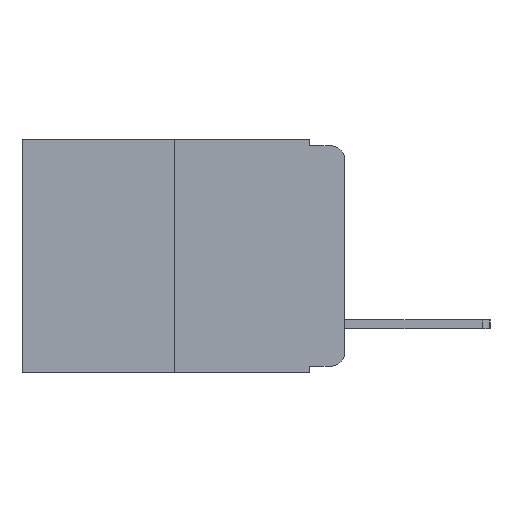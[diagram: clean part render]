
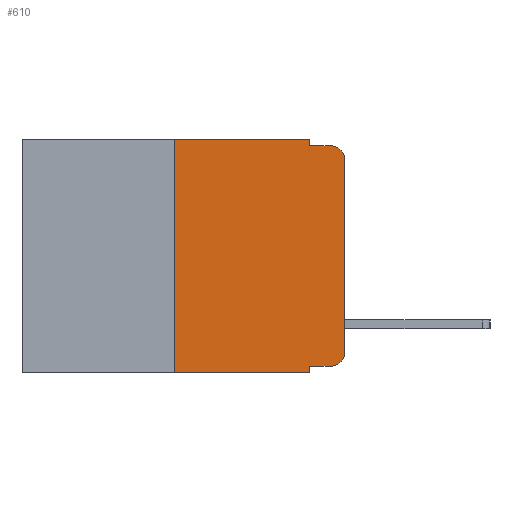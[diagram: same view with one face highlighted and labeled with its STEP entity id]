
A CAD part, left-side view. The second image highlights one B-rep face of the part: STEP entity #610.
In plain terms, the highlighted planar face has unit normal (-1, 0, 0).
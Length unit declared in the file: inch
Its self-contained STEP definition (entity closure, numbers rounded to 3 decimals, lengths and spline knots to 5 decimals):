
#40 = DIRECTION ( 'NONE',  ( 0., 0., 1. ) ) ;
#248 = DIRECTION ( 'NONE',  ( 0., 0., -1. ) ) ;
#598 = CARTESIAN_POINT ( 'NONE',  ( 0., 0.473, -0.343 ) ) ;
#610 = ADVANCED_FACE ( 'NONE', ( #11309 ), #17015, .F. ) ;
#1289 = VERTEX_POINT ( 'NONE', #16318 ) ;
#1538 = ORIENTED_EDGE ( 'NONE', *, *, #6748, .T. ) ;
#1862 = VERTEX_POINT ( 'NONE', #17184 ) ;
#2225 = EDGE_CURVE ( 'NONE', #15684, #3120, #4754, .T. ) ;
#2526 = CARTESIAN_POINT ( 'NONE',  ( 0., 0.02, -0.313 ) ) ;
#2663 = VECTOR ( 'NONE', #11787, 39.37008 ) ;
#3023 = CARTESIAN_POINT ( 'NONE',  ( 0., 0.051, -0.01 ) ) ;
#3117 = VECTOR ( 'NONE', #15938, 39.37008 ) ;
#3120 = VERTEX_POINT ( 'NONE', #5170 ) ;
#3125 = VERTEX_POINT ( 'NONE', #5305 ) ;
#3929 = DIRECTION ( 'NONE',  ( 0., 0., -1. ) ) ;
#3932 = LINE ( 'NONE', #16242, #14168 ) ;
#4237 = CARTESIAN_POINT ( 'NONE',  ( 0., 0.02, -0.03 ) ) ;
#4456 = CARTESIAN_POINT ( 'NONE',  ( 0., 0.051, 0. ) ) ;
#4587 = VECTOR ( 'NONE', #248, 39.37008 ) ;
#4754 = LINE ( 'NONE', #15344, #14988 ) ;
#5039 = CARTESIAN_POINT ( 'NONE',  ( 0., 0.02, -0.333 ) ) ;
#5170 = CARTESIAN_POINT ( 'NONE',  ( 0., 0.02, -0.01 ) ) ;
#5248 = CARTESIAN_POINT ( 'NONE',  ( 0., 0., -0.03 ) ) ;
#5305 = CARTESIAN_POINT ( 'NONE',  ( 0., 0.051, -0.343 ) ) ;
#5627 = DIRECTION ( 'NONE',  ( 0., 0., -1. ) ) ;
#5740 = DIRECTION ( 'NONE',  ( 0., 0., 1. ) ) ;
#5821 = CARTESIAN_POINT ( 'NONE',  ( 0., 0.25, 0. ) ) ;
#6016 = VECTOR ( 'NONE', #5740, 39.37008 ) ;
#6073 = EDGE_CURVE ( 'NONE', #1289, #12838, #16772, .T. ) ;
#6238 = VECTOR ( 'NONE', #15626, 39.37008 ) ;
#6288 = EDGE_CURVE ( 'NONE', #1862, #1289, #16974, .T. ) ;
#6519 = EDGE_CURVE ( 'NONE', #1862, #3125, #16758, .T. ) ;
#6748 = EDGE_CURVE ( 'NONE', #8949, #3120, #13077, .T. ) ;
#7211 = EDGE_CURVE ( 'NONE', #8260, #8449, #12641, .T. ) ;
#7253 = VERTEX_POINT ( 'NONE', #17226 ) ;
#8260 = VERTEX_POINT ( 'NONE', #5039 ) ;
#8449 = VERTEX_POINT ( 'NONE', #16064 ) ;
#8949 = VERTEX_POINT ( 'NONE', #5248 ) ;
#9274 = ORIENTED_EDGE ( 'NONE', *, *, #6288, .F. ) ;
#9519 = CARTESIAN_POINT ( 'NONE',  ( 0., 0.473, 0. ) ) ;
#9775 = VECTOR ( 'NONE', #14751, 39.37008 ) ;
#9896 = LINE ( 'NONE', #17064, #2663 ) ;
#9919 = LINE ( 'NONE', #14615, #3117 ) ;
#10090 = ORIENTED_EDGE ( 'NONE', *, *, #14846, .T. ) ;
#10095 = EDGE_CURVE ( 'NONE', #12838, #15684, #15234, .T. ) ;
#10644 = EDGE_CURVE ( 'NONE', #8449, #8949, #3932, .T. ) ;
#11309 = FACE_OUTER_BOUND ( 'NONE', #13254, .T. ) ;
#11787 = DIRECTION ( 'NONE',  ( 0., -1., 0. ) ) ;
#11952 = DIRECTION ( 'NONE',  ( -1., 0., 0. ) ) ;
#12037 = DIRECTION ( 'NONE',  ( 0., 0., -1. ) ) ;
#12359 = ORIENTED_EDGE ( 'NONE', *, *, #6073, .F. ) ;
#12641 = CIRCLE ( 'NONE', #15724, 0.02 ) ;
#12665 = DIRECTION ( 'NONE',  ( 0., -1., 0. ) ) ;
#12838 = VERTEX_POINT ( 'NONE', #13973 ) ;
#13077 = CIRCLE ( 'NONE', #17221, 0.02 ) ;
#13186 = ORIENTED_EDGE ( 'NONE', *, *, #16581, .F. ) ;
#13254 = EDGE_LOOP ( 'NONE', ( #14625, #1538, #15446, #15867, #12359, #9274, #16245, #13186, #10090, #17068 ) ) ;
#13571 = DIRECTION ( 'NONE',  ( -1., 0., 0. ) ) ;
#13973 = CARTESIAN_POINT ( 'NONE',  ( 0., 0.051, 0. ) ) ;
#14168 = VECTOR ( 'NONE', #40, 39.37008 ) ;
#14615 = CARTESIAN_POINT ( 'NONE',  ( 0., 0.051, 0. ) ) ;
#14625 = ORIENTED_EDGE ( 'NONE', *, *, #10644, .T. ) ;
#14751 = DIRECTION ( 'NONE',  ( 0., -1., 0. ) ) ;
#14846 = EDGE_CURVE ( 'NONE', #7253, #8260, #9896, .T. ) ;
#14988 = VECTOR ( 'NONE', #12665, 39.37008 ) ;
#15234 = LINE ( 'NONE', #4456, #4587 ) ;
#15344 = CARTESIAN_POINT ( 'NONE',  ( 0., 0.051, -0.01 ) ) ;
#15446 = ORIENTED_EDGE ( 'NONE', *, *, #2225, .F. ) ;
#15626 = DIRECTION ( 'NONE',  ( 0., -1., 0. ) ) ;
#15684 = VERTEX_POINT ( 'NONE', #3023 ) ;
#15724 = AXIS2_PLACEMENT_3D ( 'NONE', #2526, #11952, #3929 ) ;
#15753 = AXIS2_PLACEMENT_3D ( 'NONE', #17353, #17125, #12037 ) ;
#15867 = ORIENTED_EDGE ( 'NONE', *, *, #10095, .F. ) ;
#15938 = DIRECTION ( 'NONE',  ( 0., 0., -1. ) ) ;
#16064 = CARTESIAN_POINT ( 'NONE',  ( 0., 0., -0.313 ) ) ;
#16242 = CARTESIAN_POINT ( 'NONE',  ( 0., 0., 0. ) ) ;
#16245 = ORIENTED_EDGE ( 'NONE', *, *, #6519, .T. ) ;
#16318 = CARTESIAN_POINT ( 'NONE',  ( 0., 0.25, 0. ) ) ;
#16581 = EDGE_CURVE ( 'NONE', #7253, #3125, #9919, .T. ) ;
#16758 = LINE ( 'NONE', #598, #9775 ) ;
#16772 = LINE ( 'NONE', #9519, #6238 ) ;
#16974 = LINE ( 'NONE', #5821, #6016 ) ;
#17015 = PLANE ( 'NONE',  #15753 ) ;
#17064 = CARTESIAN_POINT ( 'NONE',  ( 0., 0.051, -0.333 ) ) ;
#17068 = ORIENTED_EDGE ( 'NONE', *, *, #7211, .T. ) ;
#17125 = DIRECTION ( 'NONE',  ( 1., 0., 0. ) ) ;
#17184 = CARTESIAN_POINT ( 'NONE',  ( 0., 0.25, -0.343 ) ) ;
#17221 = AXIS2_PLACEMENT_3D ( 'NONE', #4237, #13571, #5627 ) ;
#17226 = CARTESIAN_POINT ( 'NONE',  ( 0., 0.051, -0.333 ) ) ;
#17353 = CARTESIAN_POINT ( 'NONE',  ( 0., 0.473, 0. ) ) ;
